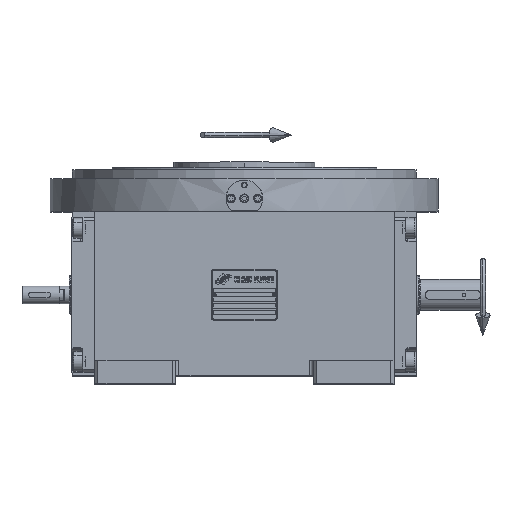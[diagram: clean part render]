
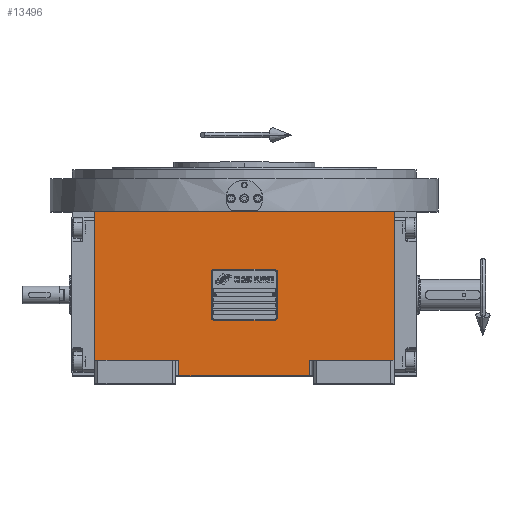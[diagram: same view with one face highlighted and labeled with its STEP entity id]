
A CAD part, top view. The second image highlights one B-rep face of the part: STEP entity #13496.
In plain terms, the highlighted planar face has unit normal (0, 0, 1).
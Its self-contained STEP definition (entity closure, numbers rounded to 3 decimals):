
#3007 = ORIENTED_EDGE ( 'NONE', *, *, #70006, .F. ) ;
#3590 = ORIENTED_EDGE ( 'NONE', *, *, #55630, .F. ) ;
#3594 = VECTOR ( 'NONE', #22564, 1000. ) ;
#4680 = VECTOR ( 'NONE', #49525, 1000. ) ;
#5824 = CARTESIAN_POINT ( 'NONE',  ( -135., -59., 226. ) ) ;
#6311 = EDGE_CURVE ( 'NONE', #48645, #47991, #55205, .T. ) ;
#8629 = ORIENTED_EDGE ( 'NONE', *, *, #6311, .F. ) ;
#10209 = VERTEX_POINT ( 'NONE', #34866 ) ;
#11281 = AXIS2_PLACEMENT_3D ( 'NONE', #43587, #59974, #39309 ) ;
#13496 = ADVANCED_FACE ( 'NONE', ( #48971 ), #21928, .T. ) ;
#14531 = VECTOR ( 'NONE', #34986, 1000. ) ;
#15496 = EDGE_CURVE ( 'NONE', #21440, #10209, #19695, .T. ) ;
#15998 = EDGE_CURVE ( 'NONE', #21440, #64426, #18584, .T. ) ;
#16174 = CARTESIAN_POINT ( 'NONE',  ( 59., -59., 226. ) ) ;
#17243 = LINE ( 'NONE', #16174, #3594 ) ;
#18584 = LINE ( 'NONE', #56635, #61175 ) ;
#18779 = CARTESIAN_POINT ( 'NONE',  ( 135., -59., 226. ) ) ;
#18990 = VECTOR ( 'NONE', #64928, 1000. ) ;
#19695 = LINE ( 'NONE', #58112, #14531 ) ;
#21440 = VERTEX_POINT ( 'NONE', #52899 ) ;
#21928 = PLANE ( 'NONE',  #11281 ) ;
#22564 = DIRECTION ( 'NONE',  ( 0., -1., 0. ) ) ;
#23420 = ORIENTED_EDGE ( 'NONE', *, *, #70312, .T. ) ;
#24593 = DIRECTION ( 'NONE',  ( 0., 1., 0. ) ) ;
#25021 = CARTESIAN_POINT ( 'NONE',  ( 135., 75., 226. ) ) ;
#26738 = CARTESIAN_POINT ( 'NONE',  ( -135., 75., 226. ) ) ;
#27327 = CARTESIAN_POINT ( 'NONE',  ( 59., -59., 226. ) ) ;
#28962 = ORIENTED_EDGE ( 'NONE', *, *, #15496, .T. ) ;
#30672 = VECTOR ( 'NONE', #51089, 1000. ) ;
#34866 = CARTESIAN_POINT ( 'NONE',  ( 59., -73., 226. ) ) ;
#34986 = DIRECTION ( 'NONE',  ( 1., 0., 0. ) ) ;
#35502 = CARTESIAN_POINT ( 'NONE',  ( 135., -59., 226. ) ) ;
#37508 = LINE ( 'NONE', #42147, #52293 ) ;
#39309 = DIRECTION ( 'NONE',  ( 1., 0., 0. ) ) ;
#42147 = CARTESIAN_POINT ( 'NONE',  ( 59., -59., 226. ) ) ;
#43546 = LINE ( 'NONE', #60305, #18990 ) ;
#43587 = CARTESIAN_POINT ( 'NONE',  ( -135., -73., 226. ) ) ;
#45170 = ORIENTED_EDGE ( 'NONE', *, *, #15998, .F. ) ;
#45849 = EDGE_LOOP ( 'NONE', ( #28962, #3590, #23420, #68277, #3007, #8629, #45918, #45170 ) ) ;
#45918 = ORIENTED_EDGE ( 'NONE', *, *, #66638, .T. ) ;
#46075 = LINE ( 'NONE', #63160, #30672 ) ;
#47485 = DIRECTION ( 'NONE',  ( 1., 0., 0. ) ) ;
#47991 = VERTEX_POINT ( 'NONE', #26738 ) ;
#48603 = EDGE_CURVE ( 'NONE', #61845, #64085, #57556, .T. ) ;
#48645 = VERTEX_POINT ( 'NONE', #57225 ) ;
#48971 = FACE_OUTER_BOUND ( 'NONE', #45849, .T. ) ;
#49525 = DIRECTION ( 'NONE',  ( 0., 1., 0. ) ) ;
#51089 = DIRECTION ( 'NONE',  ( 1., 0., 0. ) ) ;
#51842 = VECTOR ( 'NONE', #58263, 1000. ) ;
#52293 = VECTOR ( 'NONE', #47485, 1000. ) ;
#52899 = CARTESIAN_POINT ( 'NONE',  ( -59., -73., 226. ) ) ;
#55205 = LINE ( 'NONE', #5824, #4680 ) ;
#55630 = EDGE_CURVE ( 'NONE', #69004, #10209, #17243, .T. ) ;
#56635 = CARTESIAN_POINT ( 'NONE',  ( -59., -73., 226. ) ) ;
#57225 = CARTESIAN_POINT ( 'NONE',  ( -135., -59., 226. ) ) ;
#57556 = LINE ( 'NONE', #35502, #51842 ) ;
#58112 = CARTESIAN_POINT ( 'NONE',  ( -59., -73., 226. ) ) ;
#58263 = DIRECTION ( 'NONE',  ( 0., 1., 0. ) ) ;
#59974 = DIRECTION ( 'NONE',  ( 0., 0., 1. ) ) ;
#60305 = CARTESIAN_POINT ( 'NONE',  ( -135., -59., 226. ) ) ;
#61175 = VECTOR ( 'NONE', #24593, 1000. ) ;
#61845 = VERTEX_POINT ( 'NONE', #18779 ) ;
#61939 = CARTESIAN_POINT ( 'NONE',  ( -59., -59., 226. ) ) ;
#63160 = CARTESIAN_POINT ( 'NONE',  ( -135., 75., 226. ) ) ;
#64085 = VERTEX_POINT ( 'NONE', #25021 ) ;
#64426 = VERTEX_POINT ( 'NONE', #61939 ) ;
#64928 = DIRECTION ( 'NONE',  ( 1., 0., 0. ) ) ;
#66638 = EDGE_CURVE ( 'NONE', #48645, #64426, #43546, .T. ) ;
#68277 = ORIENTED_EDGE ( 'NONE', *, *, #48603, .T. ) ;
#69004 = VERTEX_POINT ( 'NONE', #27327 ) ;
#70006 = EDGE_CURVE ( 'NONE', #47991, #64085, #46075, .T. ) ;
#70312 = EDGE_CURVE ( 'NONE', #69004, #61845, #37508, .T. ) ;
